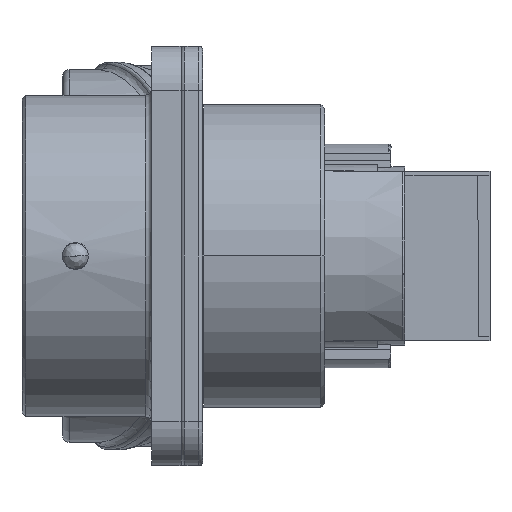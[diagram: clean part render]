
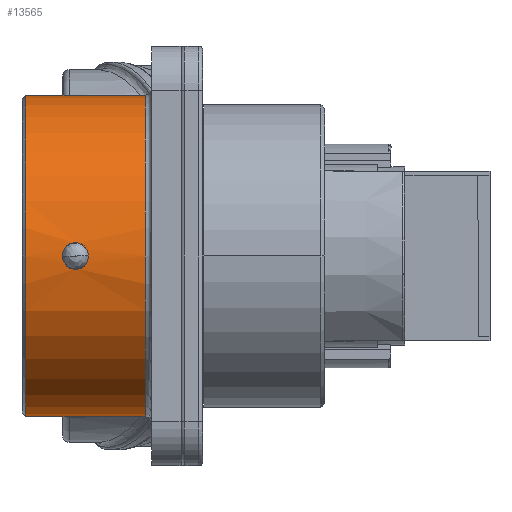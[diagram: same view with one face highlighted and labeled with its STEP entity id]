
A CAD part, left-side view. The second image highlights one B-rep face of the part: STEP entity #13565.
In plain terms, the highlighted cylindrical face has radius 12.65 mm (diameter 25.3 mm), a partial arc.
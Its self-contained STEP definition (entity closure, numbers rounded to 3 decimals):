
#1323=CARTESIAN_POINT('',(0.,-16.2,0.));
#1324=DIRECTION('',(0.,-1.,0.));
#1325=DIRECTION('',(0.,0.,1.));
#1326=AXIS2_PLACEMENT_3D('',#1323,#1324,#1325);
#1328=DIRECTION('',(0.,1.,0.));
#1329=VECTOR('',#1328,9.4);
#1330=CARTESIAN_POINT('',(0.,-16.2,-12.65));
#1331=LINE('',#1330,#1329);
#1332=DIRECTION('',(0.,-1.,0.));
#1333=VECTOR('',#1332,9.4);
#1334=CARTESIAN_POINT('',(0.,-6.8,12.65));
#1335=LINE('',#1334,#1333);
#1336=CARTESIAN_POINT('',(-12.65,-11.72,0.));
#1337=CARTESIAN_POINT('',(-12.65,-11.72,
0.11));
#1338=CARTESIAN_POINT('',(-12.647,-11.686,
0.319));
#1339=CARTESIAN_POINT('',(-12.636,-11.538,
0.612));
#1340=CARTESIAN_POINT('',(-12.622,-11.306,
0.842));
#1341=CARTESIAN_POINT('',(-12.611,-11.014,
0.988));
#1342=CARTESIAN_POINT('',(-12.607,-10.694,
1.037));
#1343=CARTESIAN_POINT('',(-12.612,-10.369,
0.983));
#1344=CARTESIAN_POINT('',(-12.623,-10.082,
0.832));
#1345=CARTESIAN_POINT('',(-12.637,-9.854,
0.601));
#1346=CARTESIAN_POINT('',(-12.647,-9.713,
0.31));
#1347=CARTESIAN_POINT('',(-12.65,-9.68,
0.106));
#1348=CARTESIAN_POINT('',(-12.65,-9.68,
0.));
#1350=CARTESIAN_POINT('',(-12.65,-9.68,
0.));
#1351=CARTESIAN_POINT('',(-12.65,-9.68,
-0.11));
#1352=CARTESIAN_POINT('',(-12.647,-9.714,
-0.319));
#1353=CARTESIAN_POINT('',(-12.636,-9.862,
-0.612));
#1354=CARTESIAN_POINT('',(-12.622,-10.094,
-0.842));
#1355=CARTESIAN_POINT('',(-12.611,-10.386,
-0.988));
#1356=CARTESIAN_POINT('',(-12.607,-10.706,
-1.037));
#1357=CARTESIAN_POINT('',(-12.612,-11.031,
-0.983));
#1358=CARTESIAN_POINT('',(-12.623,-11.318,
-0.832));
#1359=CARTESIAN_POINT('',(-12.637,-11.546,
-0.601));
#1360=CARTESIAN_POINT('',(-12.647,-11.687,
-0.31));
#1361=CARTESIAN_POINT('',(-12.65,-11.72,
-0.106));
#1362=CARTESIAN_POINT('',(-12.65,-11.72,0.));
#1364=CARTESIAN_POINT('',(0.,-6.8,0.));
#1365=DIRECTION('',(0.,-1.,0.));
#1366=DIRECTION('',(0.,0.,1.));
#1367=AXIS2_PLACEMENT_3D('',#1364,#1365,#1366);
#10473=CARTESIAN_POINT('',(0.,-6.8,12.65));
#10474=CARTESIAN_POINT('',(0.,-16.2,12.65));
#10475=VERTEX_POINT('',#10473);
#10476=VERTEX_POINT('',#10474);
#10477=CARTESIAN_POINT('',(0.,-6.8,-12.65));
#10478=VERTEX_POINT('',#10477);
#10479=CARTESIAN_POINT('',(0.,-16.2,-12.65));
#10480=VERTEX_POINT('',#10479);
#12817=VERTEX_POINT('',#1336);
#12818=VERTEX_POINT('',#1348);
#13547=CARTESIAN_POINT('',(0.,-16.388,0.));
#13548=DIRECTION('',(0.,1.,0.));
#13549=DIRECTION('',(0.,0.,-1.));
#13550=AXIS2_PLACEMENT_3D('',#13547,#13548,#13549);
#13551=CYLINDRICAL_SURFACE('',#13550,12.65);
#13552=ORIENTED_EDGE('',*,*,#13536,.T.);
#13553=ORIENTED_EDGE('',*,*,#12854,.T.);
#13555=ORIENTED_EDGE('',*,*,#13554,.F.);
#13556=ORIENTED_EDGE('',*,*,#12850,.T.);
#13557=EDGE_LOOP('',(#13552,#13553,#13555,#13556));
#13558=FACE_OUTER_BOUND('',#13557,.F.);
#13560=ORIENTED_EDGE('',*,*,#13559,.T.);
#13562=ORIENTED_EDGE('',*,*,#13561,.T.);
#13563=EDGE_LOOP('',(#13560,#13562));
#13564=FACE_BOUND('',#13563,.F.);
#13565=ADVANCED_FACE('',(#13558,#13564),#13551,.T.);
#1327=CIRCLE('',#1326,12.65);
#1349=B_SPLINE_CURVE_WITH_KNOTS('',3,(#1336,#1337,#1338,#1339,#1340,#1341,#1342,
#1343,#1344,#1345,#1346,#1347,#1348),.UNSPECIFIED.,.F.,.F.,(4,1,1,1,1,1,1,1,1,1,
4),(0.,0.1,0.2,0.3,0.4,0.5,0.6,0.7,0.8,0.9,1.),
.UNSPECIFIED.);
#1363=B_SPLINE_CURVE_WITH_KNOTS('',3,(#1350,#1351,#1352,#1353,#1354,#1355,#1356,
#1357,#1358,#1359,#1360,#1361,#1362),.UNSPECIFIED.,.F.,.F.,(4,1,1,1,1,1,1,1,1,1,
4),(0.,0.1,0.2,0.3,0.4,0.5,0.6,0.7,0.8,0.9,1.),
.UNSPECIFIED.);
#1368=CIRCLE('',#1367,12.65);
#12850=EDGE_CURVE('',#10475,#10476,#1335,.T.);
#12854=EDGE_CURVE('',#10480,#10478,#1331,.T.);
#13536=EDGE_CURVE('',#10476,#10480,#1327,.T.);
#13554=EDGE_CURVE('',#10475,#10478,#1368,.T.);
#13559=EDGE_CURVE('',#12817,#12818,#1349,.T.);
#13561=EDGE_CURVE('',#12818,#12817,#1363,.T.);
